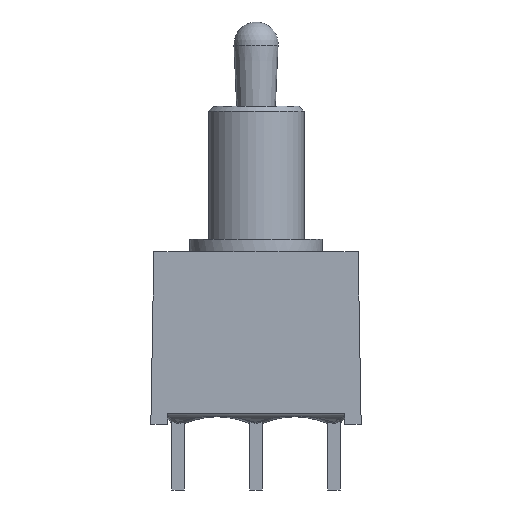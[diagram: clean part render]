
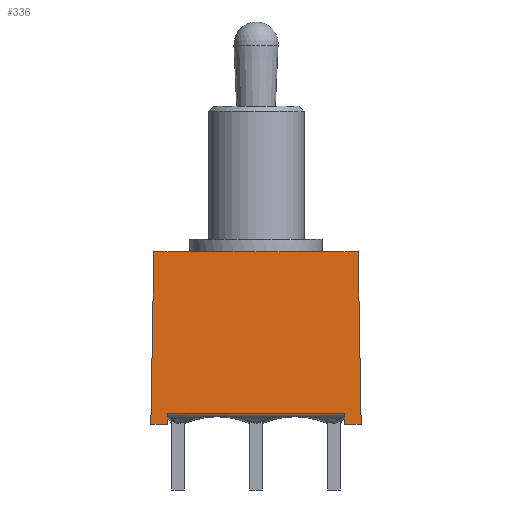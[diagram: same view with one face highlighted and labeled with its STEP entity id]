
A CAD part, front view. The second image highlights one B-rep face of the part: STEP entity #336.
In plain terms, the highlighted planar face has unit normal (0, -1, 0.018).
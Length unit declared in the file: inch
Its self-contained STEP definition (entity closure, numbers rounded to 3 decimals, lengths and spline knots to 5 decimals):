
#170=CARTESIAN_POINT('',(0.25,-0.12992,0.0));
#171=VERTEX_POINT('',#170);
#178=CARTESIAN_POINT('',(0.21063,-0.12992,0.0));
#179=VERTEX_POINT('',#178);
#180=CARTESIAN_POINT('',(0.25,-0.12992,0.0));
#181=DIRECTION('',(-1.0,0.0,0.0));
#182=VECTOR('',#181,0.03937);
#183=LINE('',#180,#182);
#184=EDGE_CURVE('',#171,#179,#183,.T.);
#210=CARTESIAN_POINT('',(-0.25,-0.12992,0.0));
#211=VERTEX_POINT('',#210);
#218=CARTESIAN_POINT('',(-0.24284,-0.12276,0.41024));
#219=VERTEX_POINT('',#218);
#220=CARTESIAN_POINT('',(-0.25,-0.12992,0.0));
#221=DIRECTION('',(0.017,0.017,1.));
#222=VECTOR('',#221,0.41036);
#223=LINE('',#220,#222);
#224=EDGE_CURVE('',#211,#219,#223,.T.);
#267=CARTESIAN_POINT('',(-0.275,-0.1224,0.43075));
#268=DIRECTION('',(0.,-1.,0.017));
#269=DIRECTION('',(0.0,-0.017,-1.));
#270=AXIS2_PLACEMENT_3D('',#267,#268,#269);
#271=PLANE('',#270);
#272=CARTESIAN_POINT('',(0.21063,-0.12947,0.02559));
#273=VERTEX_POINT('',#272);
#274=CARTESIAN_POINT('',(0.21063,-0.12947,0.02559));
#275=DIRECTION('',(0.0,-0.017,-1.));
#276=VECTOR('',#275,0.02559);
#277=LINE('',#274,#276);
#278=EDGE_CURVE('',#273,#179,#277,.T.);
#279=ORIENTED_EDGE('',*,*,#278,.T.);
#280=ORIENTED_EDGE('',*,*,#184,.F.);
#281=CARTESIAN_POINT('',(0.24284,-0.12276,0.41024));
#282=VERTEX_POINT('',#281);
#283=CARTESIAN_POINT('',(0.25,-0.12992,0.0));
#284=DIRECTION('',(-0.017,0.017,1.));
#285=VECTOR('',#284,0.41036);
#286=LINE('',#283,#285);
#287=EDGE_CURVE('',#171,#282,#286,.T.);
#288=ORIENTED_EDGE('',*,*,#287,.T.);
#289=CARTESIAN_POINT('',(0.09864,-0.12276,0.41024));
#290=VERTEX_POINT('',#289);
#291=CARTESIAN_POINT('',(0.24284,-0.12276,0.41024));
#292=DIRECTION('',(-1.0,0.0,0.0));
#293=VECTOR('',#292,0.1442);
#294=LINE('',#291,#293);
#295=EDGE_CURVE('',#282,#290,#294,.T.);
#296=ORIENTED_EDGE('',*,*,#295,.T.);
#297=CARTESIAN_POINT('',(-0.09864,-0.12276,0.41024));
#298=VERTEX_POINT('',#297);
#299=CARTESIAN_POINT('',(0.09864,-0.12276,0.41024));
#300=DIRECTION('',(-1.0,0.0,0.0));
#301=VECTOR('',#300,0.19728);
#302=LINE('',#299,#301);
#303=EDGE_CURVE('',#290,#298,#302,.T.);
#304=ORIENTED_EDGE('',*,*,#303,.T.);
#305=CARTESIAN_POINT('',(-0.09864,-0.12276,0.41024));
#306=DIRECTION('',(-1.0,0.0,0.0));
#307=VECTOR('',#306,0.1442);
#308=LINE('',#305,#307);
#309=EDGE_CURVE('',#298,#219,#308,.T.);
#310=ORIENTED_EDGE('',*,*,#309,.T.);
#311=ORIENTED_EDGE('',*,*,#224,.F.);
#312=CARTESIAN_POINT('',(-0.21063,-0.12992,0.0));
#313=VERTEX_POINT('',#312);
#314=CARTESIAN_POINT('',(-0.21063,-0.12992,0.0));
#315=DIRECTION('',(-1.0,0.0,0.0));
#316=VECTOR('',#315,0.03937);
#317=LINE('',#314,#316);
#318=EDGE_CURVE('',#313,#211,#317,.T.);
#319=ORIENTED_EDGE('',*,*,#318,.F.);
#320=CARTESIAN_POINT('',(-0.21063,-0.12947,0.02559));
#321=VERTEX_POINT('',#320);
#322=CARTESIAN_POINT('',(-0.21063,-0.12992,0.0));
#323=DIRECTION('',(0.0,0.017,1.));
#324=VECTOR('',#323,0.02559);
#325=LINE('',#322,#324);
#326=EDGE_CURVE('',#313,#321,#325,.T.);
#327=ORIENTED_EDGE('',*,*,#326,.T.);
#328=CARTESIAN_POINT('',(-0.21063,-0.12947,0.02559));
#329=DIRECTION('',(1.0,0.0,0.0));
#330=VECTOR('',#329,0.42126);
#331=LINE('',#328,#330);
#332=EDGE_CURVE('',#321,#273,#331,.T.);
#333=ORIENTED_EDGE('',*,*,#332,.T.);
#334=EDGE_LOOP('',(#279,#280,#288,#296,#304,#310,#311,#319,#327,#333));
#335=FACE_OUTER_BOUND('',#334,.T.);
#336=ADVANCED_FACE('',(#335),#271,.T.);
